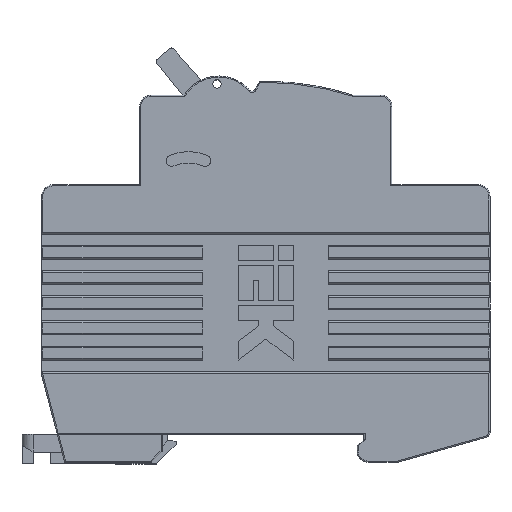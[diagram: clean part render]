
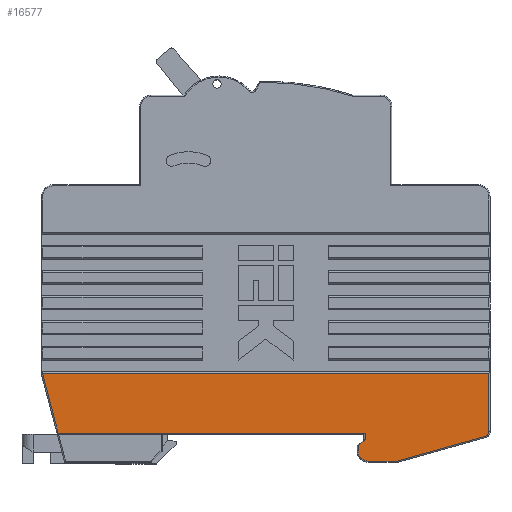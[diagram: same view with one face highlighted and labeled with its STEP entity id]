
A CAD part, top view. The second image highlights one B-rep face of the part: STEP entity #16577.
In plain terms, the highlighted planar face has unit normal (0, 0, 1).
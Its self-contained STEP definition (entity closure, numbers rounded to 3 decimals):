
#407 = ORIENTED_EDGE ( 'NONE', *, *, #16426, .T. ) ;
#696 = ORIENTED_EDGE ( 'NONE', *, *, #16612, .T. ) ;
#738 = CARTESIAN_POINT ( 'NONE',  ( 44.001, -53.036, 14.901 ) ) ;
#749 = DIRECTION ( 'NONE',  ( 0., -1., 0. ) ) ;
#873 = CARTESIAN_POINT ( 'NONE',  ( 76.731, -26.667, 14.901 ) ) ;
#982 = VECTOR ( 'NONE', #1947, 1000. ) ;
#1033 = EDGE_CURVE ( 'NONE', #13172, #1471, #17209, .T. ) ;
#1208 = LINE ( 'NONE', #9146, #7449 ) ;
#1313 = DIRECTION ( 'NONE',  ( -0.768, -0.64, 0. ) ) ;
#1412 = VERTEX_POINT ( 'NONE', #15262 ) ;
#1471 = VERTEX_POINT ( 'NONE', #10567 ) ;
#1610 = DIRECTION ( 'NONE',  ( 1., 0., 0. ) ) ;
#1634 = DIRECTION ( 'NONE',  ( 0., 0., 1. ) ) ;
#1655 = CARTESIAN_POINT ( 'NONE',  ( 78.531, -26.667, 14.901 ) ) ;
#1876 = VECTOR ( 'NONE', #19030, 1000. ) ;
#1947 = DIRECTION ( 'NONE',  ( 1., 0., 0. ) ) ;
#2077 = VERTEX_POINT ( 'NONE', #16288 ) ;
#2084 = DIRECTION ( 'NONE',  ( -1., 0., 0. ) ) ;
#2141 = CARTESIAN_POINT ( 'NONE',  ( 83.729, -28.467, 14.901 ) ) ;
#2382 = DIRECTION ( 'NONE',  ( 0.963, 0.271, 0. ) ) ;
#2395 = CARTESIAN_POINT ( 'NONE',  ( 99.451, -24.036, 14.901 ) ) ;
#2520 = VERTEX_POINT ( 'NONE', #13614 ) ;
#2689 = DIRECTION ( 'NONE',  ( 1., 0., 0. ) ) ;
#2694 = DIRECTION ( 'NONE',  ( 0., 0., 1. ) ) ;
#2722 = CARTESIAN_POINT ( 'NONE',  ( 99.234, -23.266, 14.901 ) ) ;
#3054 = ORIENTED_EDGE ( 'NONE', *, *, #16532, .F. ) ;
#3134 = DIRECTION ( 'NONE',  ( 0., 1., 0. ) ) ;
#3138 = CARTESIAN_POINT ( 'NONE',  ( 100.034, -12.767, 14.901 ) ) ;
#3357 = CARTESIAN_POINT ( 'NONE',  ( 24.143, -27.084, 14.901 ) ) ;
#3506 = CARTESIAN_POINT ( 'NONE',  ( 76.731, -26.667, 14.901 ) ) ;
#3838 = ORIENTED_EDGE ( 'NONE', *, *, #1033, .T. ) ;
#4183 = ORIENTED_EDGE ( 'NONE', *, *, #16652, .T. ) ;
#4216 = CARTESIAN_POINT ( 'NONE',  ( 77.931, -24.574, 14.901 ) ) ;
#4739 = CARTESIAN_POINT ( 'NONE',  ( 22.694, -12.767, 14.901 ) ) ;
#5208 = LINE ( 'NONE', #2141, #982 ) ;
#6211 = CARTESIAN_POINT ( 'NONE',  ( 77.531, -24.574, 14.901 ) ) ;
#6390 = DIRECTION ( 'NONE',  ( 0., 0., 1. ) ) ;
#6482 = DIRECTION ( 'NONE',  ( 1., 0., 0. ) ) ;
#6541 = LINE ( 'NONE', #17053, #10447 ) ;
#6759 = VERTEX_POINT ( 'NONE', #13980 ) ;
#6983 = VERTEX_POINT ( 'NONE', #12999 ) ;
#7009 = VERTEX_POINT ( 'NONE', #12754 ) ;
#7017 = VECTOR ( 'NONE', #3134, 1000. ) ;
#7449 = VECTOR ( 'NONE', #10565, 1000. ) ;
#7983 = ORIENTED_EDGE ( 'NONE', *, *, #16312, .T. ) ;
#8993 = VECTOR ( 'NONE', #2084, 1000. ) ;
#9044 = LINE ( 'NONE', #18514, #17251 ) ;
#9146 = CARTESIAN_POINT ( 'NONE',  ( 77.931, -24.667, 14.901 ) ) ;
#9289 = LINE ( 'NONE', #738, #13365 ) ;
#9528 = LINE ( 'NONE', #3357, #1876 ) ;
#9899 = CARTESIAN_POINT ( 'NONE',  ( 22.694, -27.467, 14.901 ) ) ;
#10226 = ORIENTED_EDGE ( 'NONE', *, *, #16210, .T. ) ;
#10447 = VECTOR ( 'NONE', #17133, 1000. ) ;
#10565 = DIRECTION ( 'NONE',  ( 0., -1., 0. ) ) ;
#10567 = CARTESIAN_POINT ( 'NONE',  ( 20.434, -12.767, 14.901 ) ) ;
#10689 = VERTEX_POINT ( 'NONE', #4216 ) ;
#10942 = LINE ( 'NONE', #3138, #7017 ) ;
#11006 = PLANE ( 'NONE',  #14017 ) ;
#11027 = DIRECTION ( 'NONE',  ( 0., 0., 1. ) ) ;
#11098 = DIRECTION ( 'NONE',  ( 1., 0., 0. ) ) ;
#11394 = FACE_OUTER_BOUND ( 'NONE', #15363, .T. ) ;
#12141 = CIRCLE ( 'NONE', #14345, 1.8 ) ;
#12754 = CARTESIAN_POINT ( 'NONE',  ( 20.434, -13.061, 14.901 ) ) ;
#12866 = ORIENTED_EDGE ( 'NONE', *, *, #16491, .T. ) ;
#12999 = CARTESIAN_POINT ( 'NONE',  ( 83.701, -28.467, 14.901 ) ) ;
#13135 = VECTOR ( 'NONE', #2382, 1000. ) ;
#13162 = ORIENTED_EDGE ( 'NONE', *, *, #16333, .T. ) ;
#13172 = VERTEX_POINT ( 'NONE', #18475 ) ;
#13365 = VECTOR ( 'NONE', #1313, 1000. ) ;
#13565 = CARTESIAN_POINT ( 'NONE',  ( 77.931, -23.467, 14.901 ) ) ;
#13568 = VERTEX_POINT ( 'NONE', #13736 ) ;
#13614 = CARTESIAN_POINT ( 'NONE',  ( 76.731, -25.761, 14.901 ) ) ;
#13736 = CARTESIAN_POINT ( 'NONE',  ( 100.034, -23.266, 14.901 ) ) ;
#13980 = CARTESIAN_POINT ( 'NONE',  ( 77.787, -24.881, 14.901 ) ) ;
#14017 = AXIS2_PLACEMENT_3D ( 'NONE', #9899, #11027, #11098 ) ;
#14094 = AXIS2_PLACEMENT_3D ( 'NONE', #6211, #6390, #6482 ) ;
#14345 = AXIS2_PLACEMENT_3D ( 'NONE', #1655, #1634, #1610 ) ;
#14350 = VECTOR ( 'NONE', #749, 1000. ) ;
#14476 = AXIS2_PLACEMENT_3D ( 'NONE', #2722, #2694, #2689 ) ;
#14551 = VERTEX_POINT ( 'NONE', #3506 ) ;
#15020 = ORIENTED_EDGE ( 'NONE', *, *, #16242, .T. ) ;
#15262 = CARTESIAN_POINT ( 'NONE',  ( 99.451, -24.036, 14.901 ) ) ;
#15363 = EDGE_LOOP ( 'NONE', ( #3838, #4183, #19206, #696, #16583, #3054, #12866, #407, #13162, #7983, #15400, #15020, #10226 ) ) ;
#15400 = ORIENTED_EDGE ( 'NONE', *, *, #16280, .T. ) ;
#15989 = CARTESIAN_POINT ( 'NONE',  ( 23.186, -23.467, 14.901 ) ) ;
#16210 = EDGE_CURVE ( 'NONE', #13568, #13172, #10942, .T. ) ;
#16242 = EDGE_CURVE ( 'NONE', #1412, #13568, #18232, .T. ) ;
#16280 = EDGE_CURVE ( 'NONE', #6983, #1412, #17269, .T. ) ;
#16288 = CARTESIAN_POINT ( 'NONE',  ( 78.531, -28.467, 14.901 ) ) ;
#16312 = EDGE_CURVE ( 'NONE', #2077, #6983, #5208, .T. ) ;
#16333 = EDGE_CURVE ( 'NONE', #14551, #2077, #12141, .T. ) ;
#16426 = EDGE_CURVE ( 'NONE', #2520, #14551, #18978, .T. ) ;
#16491 = EDGE_CURVE ( 'NONE', #6759, #2520, #9289, .T. ) ;
#16532 = EDGE_CURVE ( 'NONE', #6759, #10689, #16535, .T. ) ;
#16535 = CIRCLE ( 'NONE', #14094, 0.4 ) ;
#16563 = EDGE_CURVE ( 'NONE', #16745, #10689, #1208, .T. ) ;
#16577 = ADVANCED_FACE ( 'NONE', ( #11394 ), #11006, .T. ) ;
#16583 = ORIENTED_EDGE ( 'NONE', *, *, #16563, .T. ) ;
#16612 = EDGE_CURVE ( 'NONE', #17969, #16745, #6541, .T. ) ;
#16634 = EDGE_CURVE ( 'NONE', #17969, #7009, #9528, .T. ) ;
#16652 = EDGE_CURVE ( 'NONE', #1471, #7009, #9044, .T. ) ;
#16678 = DIRECTION ( 'NONE',  ( 0., -1., 0. ) ) ;
#16745 = VERTEX_POINT ( 'NONE', #13565 ) ;
#17053 = CARTESIAN_POINT ( 'NONE',  ( 22.694, -23.467, 14.901 ) ) ;
#17133 = DIRECTION ( 'NONE',  ( 1., 0., 0. ) ) ;
#17209 = LINE ( 'NONE', #4739, #8993 ) ;
#17251 = VECTOR ( 'NONE', #16678, 1000. ) ;
#17269 = LINE ( 'NONE', #2395, #13135 ) ;
#17969 = VERTEX_POINT ( 'NONE', #15989 ) ;
#18232 = CIRCLE ( 'NONE', #14476, 0.8 ) ;
#18475 = CARTESIAN_POINT ( 'NONE',  ( 100.034, -12.767, 14.901 ) ) ;
#18514 = CARTESIAN_POINT ( 'NONE',  ( 20.434, -13.087, 14.901 ) ) ;
#18978 = LINE ( 'NONE', #873, #14350 ) ;
#19030 = DIRECTION ( 'NONE',  ( -0.256, 0.967, 0. ) ) ;
#19206 = ORIENTED_EDGE ( 'NONE', *, *, #16634, .F. ) ;
